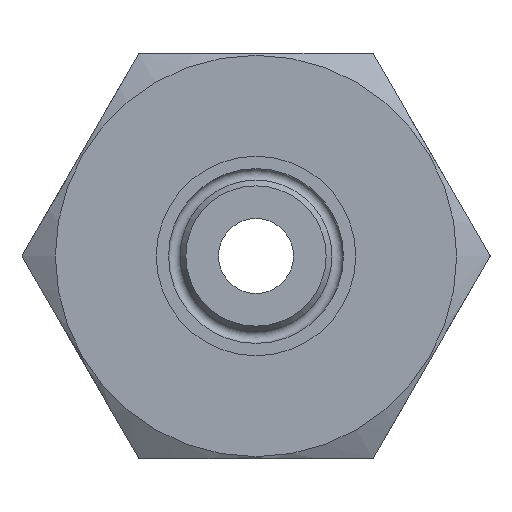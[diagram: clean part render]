
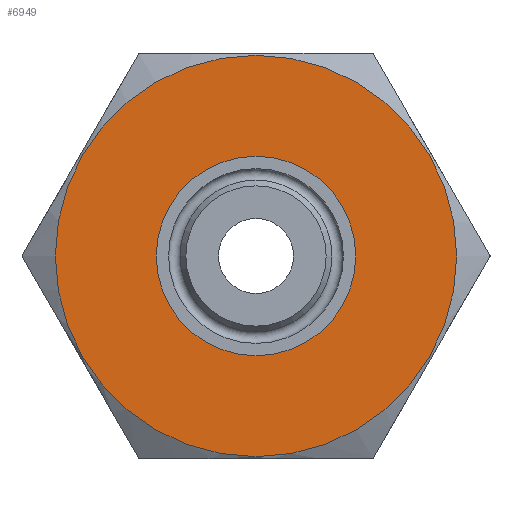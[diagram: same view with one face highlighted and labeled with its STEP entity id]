
A CAD part, left-side view. The second image highlights one B-rep face of the part: STEP entity #6949.
In plain terms, the highlighted planar face has unit normal (-1, 0, 0).
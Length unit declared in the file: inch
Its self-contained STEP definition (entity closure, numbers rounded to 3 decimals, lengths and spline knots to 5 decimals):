
#114=FACE_BOUND('',#1268,.T.);
#456=PLANE('',#7364);
#836=FACE_OUTER_BOUND('',#1267,.T.);
#1267=EDGE_LOOP('',(#6467));
#1268=EDGE_LOOP('',(#6468));
#1799=CIRCLE('',#7363,0.435);
#1800=CIRCLE('',#7365,0.99);
#3409=VERTEX_POINT('',#15181);
#3410=VERTEX_POINT('',#15184);
#4436=EDGE_CURVE('',#3409,#3409,#1799,.T.);
#4437=EDGE_CURVE('',#3410,#3410,#1800,.T.);
#6467=ORIENTED_EDGE('',*,*,#4437,.F.);
#6468=ORIENTED_EDGE('',*,*,#4436,.F.);
#6949=ADVANCED_FACE('',(#836,#114),#456,.T.);
#7363=AXIS2_PLACEMENT_3D('',#15182,#8645,#8646);
#7364=AXIS2_PLACEMENT_3D('',#15183,#8647,#8648);
#7365=AXIS2_PLACEMENT_3D('',#15185,#8649,#8650);
#8645=DIRECTION('center_axis',(-1.,0.,0.));
#8646=DIRECTION('ref_axis',(0.,-1.,0.));
#8647=DIRECTION('center_axis',(-1.,0.,0.));
#8648=DIRECTION('ref_axis',(0.,0.,1.));
#8649=DIRECTION('center_axis',(1.,0.,0.));
#8650=DIRECTION('ref_axis',(0.,1.,0.));
#15181=CARTESIAN_POINT('',(0.43558,0.435,0.));
#15182=CARTESIAN_POINT('Origin',(0.43558,0.,
0.));
#15183=CARTESIAN_POINT('Origin',(0.43558,0.6825,0.));
#15184=CARTESIAN_POINT('',(0.43558,0.99,0.));
#15185=CARTESIAN_POINT('Origin',(0.43558,0.,
0.));
